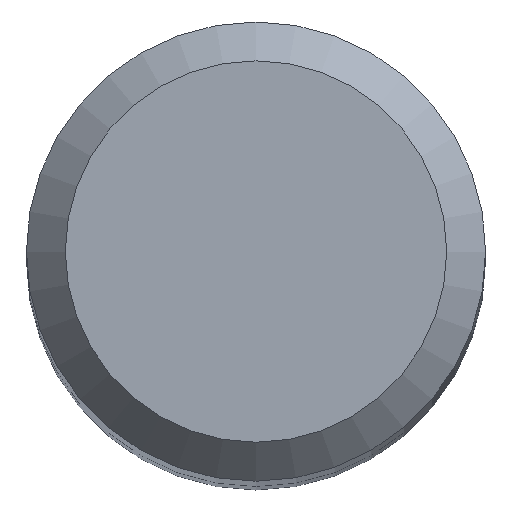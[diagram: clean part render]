
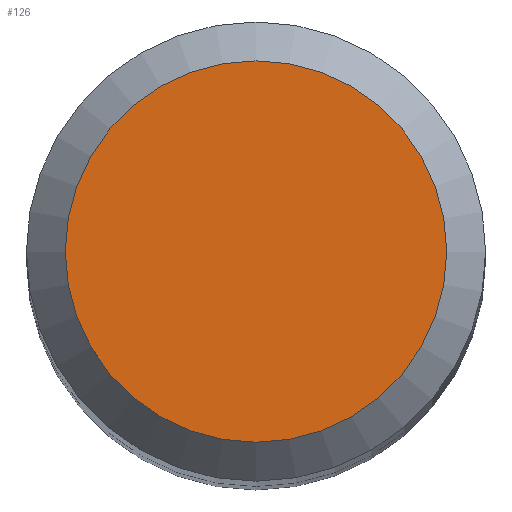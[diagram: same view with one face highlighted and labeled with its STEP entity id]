
A CAD part, top view. The second image highlights one B-rep face of the part: STEP entity #126.
In plain terms, the highlighted planar face has unit normal (0, 0, 1).
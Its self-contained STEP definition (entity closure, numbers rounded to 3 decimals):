
#5 = CARTESIAN_POINT ( 'NONE',  ( 0., 0., 66. ) ) ;
#9 = PLANE ( 'NONE',  #37 ) ;
#24 = VERTEX_POINT ( 'NONE', #58 ) ;
#26 = DIRECTION ( 'NONE',  ( 0., 1., 0. ) ) ;
#37 = AXIS2_PLACEMENT_3D ( 'NONE', #5, #134, #197 ) ;
#58 = CARTESIAN_POINT ( 'NONE',  ( 0., 2.45, 66. ) ) ;
#83 = AXIS2_PLACEMENT_3D ( 'NONE', #137, #154, #26 ) ;
#100 = EDGE_LOOP ( 'NONE', ( #101 ) ) ;
#101 = ORIENTED_EDGE ( 'NONE', *, *, #110, .F. ) ;
#110 = EDGE_CURVE ( 'NONE', #24, #24, #168, .T. ) ;
#118 = FACE_OUTER_BOUND ( 'NONE', #100, .T. ) ;
#126 = ADVANCED_FACE ( 'NONE', ( #118 ), #9, .F. ) ;
#134 = DIRECTION ( 'NONE',  ( 0., 0., -1. ) ) ;
#137 = CARTESIAN_POINT ( 'NONE',  ( 0., 0., 66. ) ) ;
#154 = DIRECTION ( 'NONE',  ( 0., 0., -1. ) ) ;
#168 = CIRCLE ( 'NONE', #83, 2.45 ) ;
#197 = DIRECTION ( 'NONE',  ( 0., 1., 0. ) ) ;
